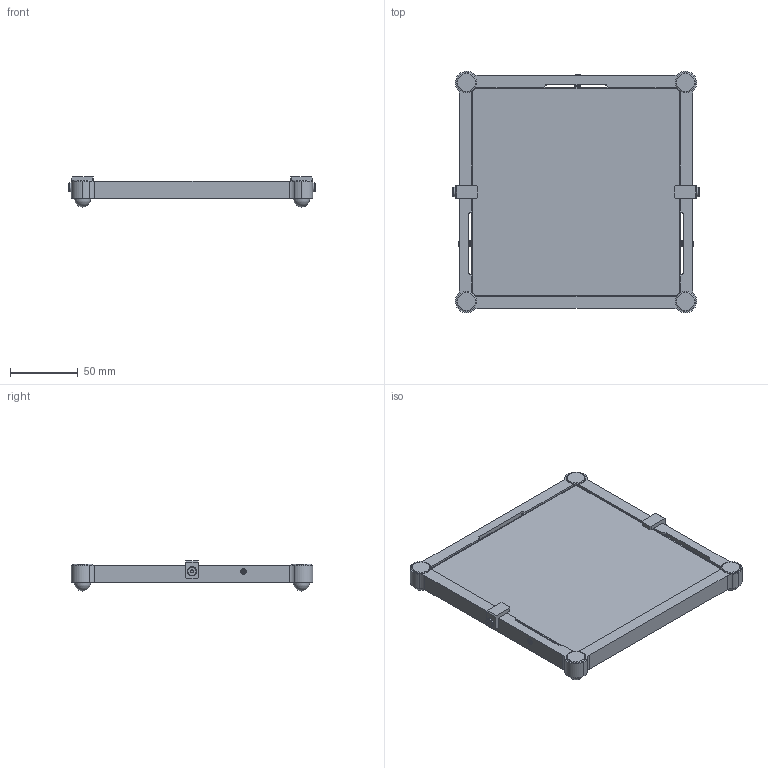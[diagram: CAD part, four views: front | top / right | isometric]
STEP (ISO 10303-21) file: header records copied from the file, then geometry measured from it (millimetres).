
FILE_DESCRIPTION (( 'STEP AP214' ), '1' );
FILE_NAME ('C6R.STEP', '2023-03-23T15:24:26', ( '' ), ( '' ), 'SwSTEP 2.0', 'SolidWorks 2022', '' );
FILE_SCHEMA (( 'AUTOMOTIVE_DESIGN' ));
Length unit declared in the file: inch
Products named in the file (1): C6R
Bounding box: 182.12 x 178.43 x 22.23 mm (x, y, z)
Surface area: 85099.6 mm2 (no closed solid volume)
Topology: 0 solids, 28 shells, 326 faces, 1067 edges, 705 vertices
Faces by surface type: cylinder 138, plane 127, cone 38, torus 8, sphere 8, bspline 7
Entity records: 20910 total; most frequent: CARTESIAN_POINT 7752, DIRECTION 1888, ORIENTED_EDGE 1743, EDGE_CURVE 1041, VERTEX_POINT 693, AXIS2_PLACEMENT_3D 689, LINE 510, VECTOR 510
